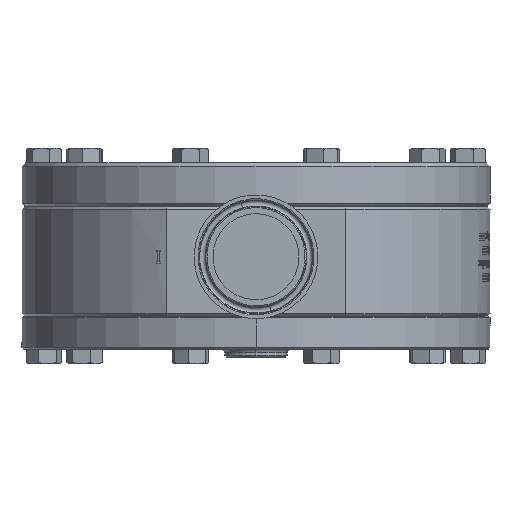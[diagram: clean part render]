
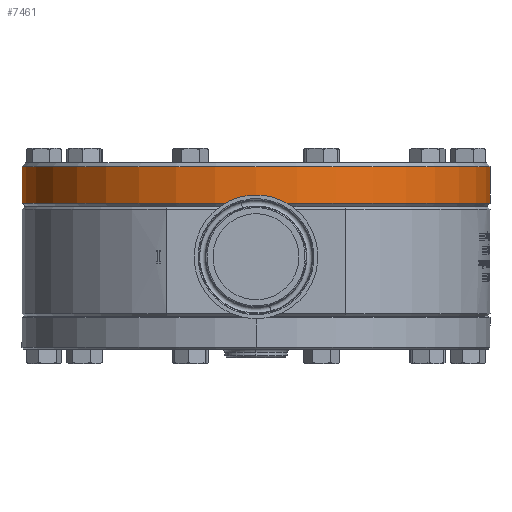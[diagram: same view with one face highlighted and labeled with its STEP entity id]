
A CAD part, left-side view. The second image highlights one B-rep face of the part: STEP entity #7461.
In plain terms, the highlighted cylindrical face has radius 95.25 mm (diameter 190.5 mm), a partial arc.
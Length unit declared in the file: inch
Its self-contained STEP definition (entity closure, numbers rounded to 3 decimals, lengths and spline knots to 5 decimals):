
#7461 = ADVANCED_FACE ( 'NONE', ( #102389 ), #93163, .T. ) ;
#8289 = DIRECTION ( 'NONE',  ( 0., 0., 1. ) ) ;
#9949 = EDGE_CURVE ( 'NONE', #13425, #80883, #61172, .T. ) ;
#9971 = EDGE_LOOP ( 'NONE', ( #21768, #119064, #11613, #17149 ) ) ;
#11613 = ORIENTED_EDGE ( 'NONE', *, *, #78748, .F. ) ;
#13425 = VERTEX_POINT ( 'NONE', #15036 ) ;
#15036 = CARTESIAN_POINT ( 'NONE',  ( 0., -3.75, 0.86 ) ) ;
#17149 = ORIENTED_EDGE ( 'NONE', *, *, #100720, .F. ) ;
#19575 = CARTESIAN_POINT ( 'NONE',  ( 0., 0., 1.445 ) ) ;
#21768 = ORIENTED_EDGE ( 'NONE', *, *, #99456, .F. ) ;
#26009 = DIRECTION ( 'NONE',  ( 0., -1., 0. ) ) ;
#26019 = DIRECTION ( 'NONE',  ( 0., 1., 0. ) ) ;
#27201 = CIRCLE ( 'NONE', #137918, 3.75 ) ;
#36602 = DIRECTION ( 'NONE',  ( 0., 0., -1. ) ) ;
#40454 = VECTOR ( 'NONE', #65433, 39.37008 ) ;
#41282 = VERTEX_POINT ( 'NONE', #99969 ) ;
#42917 = CARTESIAN_POINT ( 'NONE',  ( 0., -3.75, 1.445 ) ) ;
#50549 = DIRECTION ( 'NONE',  ( 0., 0., 1. ) ) ;
#51412 = DIRECTION ( 'NONE',  ( 0., -1., 0. ) ) ;
#59608 = VECTOR ( 'NONE', #50549, 39.37008 ) ;
#61172 = LINE ( 'NONE', #93722, #59608 ) ;
#65433 = DIRECTION ( 'NONE',  ( 0., 0., 1. ) ) ;
#78748 = EDGE_CURVE ( 'NONE', #41282, #80883, #27201, .T. ) ;
#80538 = CARTESIAN_POINT ( 'NONE',  ( 0., 3.75, 0.86 ) ) ;
#80883 = VERTEX_POINT ( 'NONE', #42917 ) ;
#81746 = VERTEX_POINT ( 'NONE', #80538 ) ;
#85987 = CARTESIAN_POINT ( 'NONE',  ( 0., 3.75, 1.1525 ) ) ;
#93163 = CYLINDRICAL_SURFACE ( 'NONE', #138756, 3.75 ) ;
#93722 = CARTESIAN_POINT ( 'NONE',  ( 0., -3.75, 1.1525 ) ) ;
#99456 = EDGE_CURVE ( 'NONE', #13425, #81746, #130665, .T. ) ;
#99969 = CARTESIAN_POINT ( 'NONE',  ( 0., 3.75, 1.445 ) ) ;
#100720 = EDGE_CURVE ( 'NONE', #81746, #41282, #117835, .T. ) ;
#102389 = FACE_OUTER_BOUND ( 'NONE', #9971, .T. ) ;
#117835 = LINE ( 'NONE', #85987, #40454 ) ;
#119064 = ORIENTED_EDGE ( 'NONE', *, *, #9949, .T. ) ;
#122254 = CARTESIAN_POINT ( 'NONE',  ( 0., 0., 1.1525 ) ) ;
#123645 = DIRECTION ( 'NONE',  ( 0., 0., 1. ) ) ;
#130665 = CIRCLE ( 'NONE', #135215, 3.75 ) ;
#133555 = CARTESIAN_POINT ( 'NONE',  ( 0., 0., 0.86 ) ) ;
#135215 = AXIS2_PLACEMENT_3D ( 'NONE', #133555, #36602, #26009 ) ;
#137918 = AXIS2_PLACEMENT_3D ( 'NONE', #19575, #8289, #51412 ) ;
#138756 = AXIS2_PLACEMENT_3D ( 'NONE', #122254, #123645, #26019 ) ;
